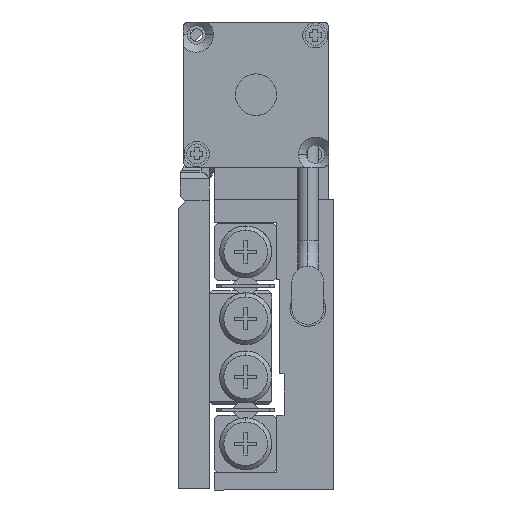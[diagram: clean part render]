
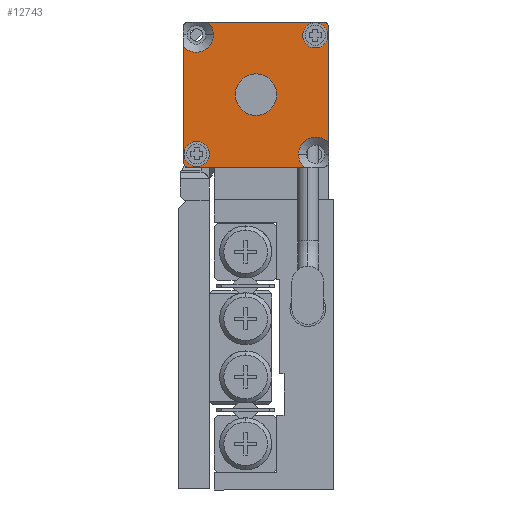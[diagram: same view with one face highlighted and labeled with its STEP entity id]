
A CAD part, left-side view. The second image highlights one B-rep face of the part: STEP entity #12743.
In plain terms, the highlighted face is planar.
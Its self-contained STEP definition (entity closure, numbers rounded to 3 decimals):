
#311 = VERTEX_POINT ( 'NONE', #11136 ) ;
#506 = LINE ( 'NONE', #19905, #36258 ) ;
#783 = VERTEX_POINT ( 'NONE', #13461 ) ;
#1229 = CARTESIAN_POINT ( 'NONE',  ( 0.5, -13.5, 30. ) ) ;
#2108 = VERTEX_POINT ( 'NONE', #8380 ) ;
#2402 = CIRCLE ( 'NONE', #16755, 1.664 ) ;
#2712 = VERTEX_POINT ( 'NONE', #9299 ) ;
#3000 = EDGE_CURVE ( 'NONE', #2712, #25548, #13984, .T. ) ;
#3362 = CARTESIAN_POINT ( 'NONE',  ( 0., -14., 30. ) ) ;
#3430 = ORIENTED_EDGE ( 'NONE', *, *, #5738, .T. ) ;
#3438 = CIRCLE ( 'NONE', #23663, 1.213 ) ;
#3553 = DIRECTION ( 'NONE',  ( 1., 0., 0. ) ) ;
#4300 = CIRCLE ( 'NONE', #12801, 1.664 ) ;
#4370 = CIRCLE ( 'NONE', #26561, 1.213 ) ;
#4917 = EDGE_CURVE ( 'NONE', #2108, #22748, #18035, .T. ) ;
#4959 = VERTEX_POINT ( 'NONE', #34609 ) ;
#5526 = AXIS2_PLACEMENT_3D ( 'NONE', #37384, #24885, #25302 ) ;
#5546 = CARTESIAN_POINT ( 'NONE',  ( 1.25, -1.25, 30. ) ) ;
#5573 = DIRECTION ( 'NONE',  ( 1., 0., 0. ) ) ;
#5738 = EDGE_CURVE ( 'NONE', #4959, #20538, #4370, .T. ) ;
#6038 = DIRECTION ( 'NONE',  ( 0., 0., 1. ) ) ;
#6474 = DIRECTION ( 'NONE',  ( 0., 0., 1. ) ) ;
#6821 = DIRECTION ( 'NONE',  ( -1., 0., 0. ) ) ;
#7118 = CARTESIAN_POINT ( 'NONE',  ( 12.75, -12.75, 30. ) ) ;
#7123 = CARTESIAN_POINT ( 'NONE',  ( 11.652, -14., 30. ) ) ;
#8024 = PLANE ( 'NONE',  #32425 ) ;
#8041 = EDGE_CURVE ( 'NONE', #14922, #2108, #36782, .T. ) ;
#8052 = CARTESIAN_POINT ( 'NONE',  ( 1.25, -1.25, 30. ) ) ;
#8096 = ORIENTED_EDGE ( 'NONE', *, *, #10686, .F. ) ;
#8197 = DIRECTION ( 'NONE',  ( 1., 0., 0. ) ) ;
#8322 = VERTEX_POINT ( 'NONE', #33448 ) ;
#8380 = CARTESIAN_POINT ( 'NONE',  ( 14., -0.5, 30. ) ) ;
#8726 = ORIENTED_EDGE ( 'NONE', *, *, #31667, .F. ) ;
#9299 = CARTESIAN_POINT ( 'NONE',  ( 0., -2.348, 30. ) ) ;
#9335 = DIRECTION ( 'NONE',  ( 0., 1., 0. ) ) ;
#10164 = CARTESIAN_POINT ( 'NONE',  ( 1.286, -12.714, 30. ) ) ;
#10205 = ORIENTED_EDGE ( 'NONE', *, *, #34104, .T. ) ;
#10214 = DIRECTION ( 'NONE',  ( 0., 0., 1. ) ) ;
#10445 = CIRCLE ( 'NONE', #17621, 2. ) ;
#10459 = CARTESIAN_POINT ( 'NONE',  ( 11.086, -12.75, 30. ) ) ;
#10686 = EDGE_CURVE ( 'NONE', #11884, #8322, #13180, .T. ) ;
#10826 = CARTESIAN_POINT ( 'NONE',  ( 12.714, -1.286, 30. ) ) ;
#10912 = CARTESIAN_POINT ( 'NONE',  ( 0., 0., 30. ) ) ;
#11136 = CARTESIAN_POINT ( 'NONE',  ( 5., -7., 30. ) ) ;
#11333 = AXIS2_PLACEMENT_3D ( 'NONE', #12604, #6474, #21621 ) ;
#11411 = ORIENTED_EDGE ( 'NONE', *, *, #37332, .F. ) ;
#11665 = CIRCLE ( 'NONE', #22774, 0.5 ) ;
#11884 = VERTEX_POINT ( 'NONE', #35829 ) ;
#11929 = CARTESIAN_POINT ( 'NONE',  ( 0.073, -12.714, 30. ) ) ;
#12381 = ORIENTED_EDGE ( 'NONE', *, *, #23209, .T. ) ;
#12604 = CARTESIAN_POINT ( 'NONE',  ( 12.75, -12.75, 30. ) ) ;
#12743 = ADVANCED_FACE ( 'NONE', ( #38942, #39332, #38535, #32997 ), #8024, .T. ) ;
#12801 = AXIS2_PLACEMENT_3D ( 'NONE', #7118, #19807, #35584 ) ;
#13180 = CIRCLE ( 'NONE', #25601, 1.213 ) ;
#13434 = DIRECTION ( 'NONE',  ( 1., 0., 0. ) ) ;
#13461 = CARTESIAN_POINT ( 'NONE',  ( 0.5, -14., 30. ) ) ;
#13984 = LINE ( 'NONE', #32802, #29006 ) ;
#14922 = VERTEX_POINT ( 'NONE', #34799 ) ;
#15244 = EDGE_LOOP ( 'NONE', ( #3430, #18360 ) ) ;
#16755 = AXIS2_PLACEMENT_3D ( 'NONE', #8052, #33427, #33024 ) ;
#16761 = VERTEX_POINT ( 'NONE', #28568 ) ;
#17223 = EDGE_CURVE ( 'NONE', #8322, #11884, #3438, .T. ) ;
#17621 = AXIS2_PLACEMENT_3D ( 'NONE', #31001, #6038, #36965 ) ;
#17643 = DIRECTION ( 'NONE',  ( 0., -1., 0. ) ) ;
#18035 = CIRCLE ( 'NONE', #23914, 0.5 ) ;
#18360 = ORIENTED_EDGE ( 'NONE', *, *, #40440, .T. ) ;
#18681 = VECTOR ( 'NONE', #37765, 1000. ) ;
#19140 = AXIS2_PLACEMENT_3D ( 'NONE', #5546, #27430, #8197 ) ;
#19490 = CARTESIAN_POINT ( 'NONE',  ( 1.286, -12.714, 30. ) ) ;
#19807 = DIRECTION ( 'NONE',  ( 0., 0., 1. ) ) ;
#19905 = CARTESIAN_POINT ( 'NONE',  ( 0., 0., 30. ) ) ;
#20538 = VERTEX_POINT ( 'NONE', #11929 ) ;
#20730 = DIRECTION ( 'NONE',  ( 1., 0., 0. ) ) ;
#21116 = DIRECTION ( 'NONE',  ( 0., 0., 1. ) ) ;
#21590 = LINE ( 'NONE', #3362, #18681 ) ;
#21621 = DIRECTION ( 'NONE',  ( 1., 0., 0. ) ) ;
#22067 = ORIENTED_EDGE ( 'NONE', *, *, #3000, .T. ) ;
#22698 = EDGE_CURVE ( 'NONE', #16761, #311, #23804, .T. ) ;
#22748 = VERTEX_POINT ( 'NONE', #26091 ) ;
#22766 = DIRECTION ( 'NONE',  ( 0., 0., -1. ) ) ;
#22774 = AXIS2_PLACEMENT_3D ( 'NONE', #1229, #26170, #38656 ) ;
#23089 = CIRCLE ( 'NONE', #39424, 1.213 ) ;
#23209 = EDGE_CURVE ( 'NONE', #22748, #27800, #506, .T. ) ;
#23577 = DIRECTION ( 'NONE',  ( 0., 0., 1. ) ) ;
#23663 = AXIS2_PLACEMENT_3D ( 'NONE', #37749, #31589, #3553 ) ;
#23804 = CIRCLE ( 'NONE', #5526, 2. ) ;
#23914 = AXIS2_PLACEMENT_3D ( 'NONE', #24373, #21116, #5573 ) ;
#24373 = CARTESIAN_POINT ( 'NONE',  ( 13.5, -0.5, 30. ) ) ;
#24385 = CIRCLE ( 'NONE', #11333, 1.664 ) ;
#24398 = EDGE_CURVE ( 'NONE', #783, #32916, #21590, .T. ) ;
#24885 = DIRECTION ( 'NONE',  ( 0., 0., 1. ) ) ;
#24934 = VERTEX_POINT ( 'NONE', #10459 ) ;
#25302 = DIRECTION ( 'NONE',  ( 1., 0., 0. ) ) ;
#25548 = VERTEX_POINT ( 'NONE', #37159 ) ;
#25601 = AXIS2_PLACEMENT_3D ( 'NONE', #10826, #10214, #38851 ) ;
#25914 = EDGE_CURVE ( 'NONE', #35546, #27800, #2402, .T. ) ;
#26091 = CARTESIAN_POINT ( 'NONE',  ( 13.5, 0., 30. ) ) ;
#26170 = DIRECTION ( 'NONE',  ( 0., 0., 1. ) ) ;
#26561 = AXIS2_PLACEMENT_3D ( 'NONE', #19490, #22766, #32190 ) ;
#27363 = CARTESIAN_POINT ( 'NONE',  ( 2.914, -1.25, 30. ) ) ;
#27408 = EDGE_CURVE ( 'NONE', #14922, #24934, #24385, .T. ) ;
#27430 = DIRECTION ( 'NONE',  ( 0., 0., 1. ) ) ;
#27585 = ORIENTED_EDGE ( 'NONE', *, *, #8041, .T. ) ;
#27800 = VERTEX_POINT ( 'NONE', #34258 ) ;
#28568 = CARTESIAN_POINT ( 'NONE',  ( 9., -7., 30. ) ) ;
#29006 = VECTOR ( 'NONE', #17643, 1000. ) ;
#29910 = EDGE_LOOP ( 'NONE', ( #11411, #39510 ) ) ;
#30754 = ORIENTED_EDGE ( 'NONE', *, *, #40308, .F. ) ;
#31001 = CARTESIAN_POINT ( 'NONE',  ( 7., -7., 30. ) ) ;
#31589 = DIRECTION ( 'NONE',  ( 0., 0., 1. ) ) ;
#31667 = EDGE_CURVE ( 'NONE', #24934, #32916, #4300, .T. ) ;
#31706 = ORIENTED_EDGE ( 'NONE', *, *, #25914, .F. ) ;
#31920 = EDGE_LOOP ( 'NONE', ( #33990, #8096 ) ) ;
#31947 = ORIENTED_EDGE ( 'NONE', *, *, #4917, .T. ) ;
#32190 = DIRECTION ( 'NONE',  ( 1., 0., 0. ) ) ;
#32425 = AXIS2_PLACEMENT_3D ( 'NONE', #10912, #23577, #20730 ) ;
#32802 = CARTESIAN_POINT ( 'NONE',  ( 0., 0., 30. ) ) ;
#32916 = VERTEX_POINT ( 'NONE', #7123 ) ;
#32997 = FACE_BOUND ( 'NONE', #15244, .T. ) ;
#33024 = DIRECTION ( 'NONE',  ( 1., 0., 0. ) ) ;
#33427 = DIRECTION ( 'NONE',  ( 0., 0., 1. ) ) ;
#33448 = CARTESIAN_POINT ( 'NONE',  ( 13.927, -1.286, 30. ) ) ;
#33908 = CARTESIAN_POINT ( 'NONE',  ( 14., 0., 30. ) ) ;
#33990 = ORIENTED_EDGE ( 'NONE', *, *, #17223, .F. ) ;
#34104 = EDGE_CURVE ( 'NONE', #25548, #783, #11665, .T. ) ;
#34258 = CARTESIAN_POINT ( 'NONE',  ( 2.348, 0., 30. ) ) ;
#34609 = CARTESIAN_POINT ( 'NONE',  ( 2.499, -12.714, 30. ) ) ;
#34799 = CARTESIAN_POINT ( 'NONE',  ( 14., -11.652, 30. ) ) ;
#34924 = DIRECTION ( 'NONE',  ( 0., 0., -1. ) ) ;
#35546 = VERTEX_POINT ( 'NONE', #27363 ) ;
#35584 = DIRECTION ( 'NONE',  ( 1., 0., 0. ) ) ;
#35829 = CARTESIAN_POINT ( 'NONE',  ( 11.501, -1.286, 30. ) ) ;
#36258 = VECTOR ( 'NONE', #6821, 1000. ) ;
#36782 = LINE ( 'NONE', #33908, #38053 ) ;
#36965 = DIRECTION ( 'NONE',  ( 1., 0., 0. ) ) ;
#37031 = ORIENTED_EDGE ( 'NONE', *, *, #27408, .F. ) ;
#37159 = CARTESIAN_POINT ( 'NONE',  ( 0., -13.5, 30. ) ) ;
#37332 = EDGE_CURVE ( 'NONE', #311, #16761, #10445, .T. ) ;
#37384 = CARTESIAN_POINT ( 'NONE',  ( 7., -7., 30. ) ) ;
#37749 = CARTESIAN_POINT ( 'NONE',  ( 12.714, -1.286, 30. ) ) ;
#37765 = DIRECTION ( 'NONE',  ( 1., 0., 0. ) ) ;
#38053 = VECTOR ( 'NONE', #9335, 1000. ) ;
#38272 = ORIENTED_EDGE ( 'NONE', *, *, #24398, .T. ) ;
#38535 = FACE_BOUND ( 'NONE', #29910, .T. ) ;
#38656 = DIRECTION ( 'NONE',  ( 1., 0., 0. ) ) ;
#38851 = DIRECTION ( 'NONE',  ( 1., 0., 0. ) ) ;
#38942 = FACE_BOUND ( 'NONE', #31920, .T. ) ;
#39268 = EDGE_LOOP ( 'NONE', ( #30754, #22067, #10205, #38272, #8726, #37031, #27585, #31947, #12381, #31706 ) ) ;
#39332 = FACE_OUTER_BOUND ( 'NONE', #39268, .T. ) ;
#39424 = AXIS2_PLACEMENT_3D ( 'NONE', #10164, #34924, #13434 ) ;
#39510 = ORIENTED_EDGE ( 'NONE', *, *, #22698, .F. ) ;
#40076 = CIRCLE ( 'NONE', #19140, 1.664 ) ;
#40308 = EDGE_CURVE ( 'NONE', #2712, #35546, #40076, .T. ) ;
#40440 = EDGE_CURVE ( 'NONE', #20538, #4959, #23089, .T. ) ;
